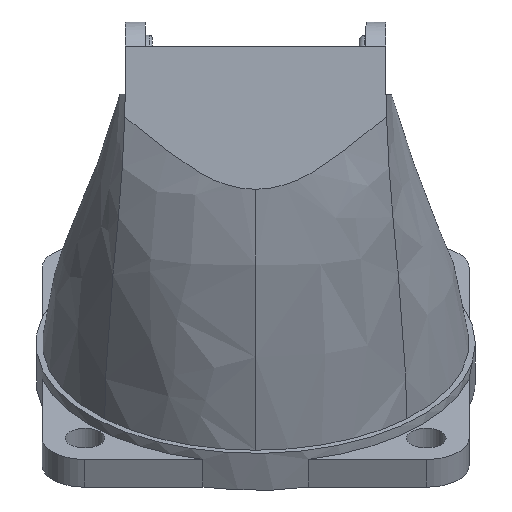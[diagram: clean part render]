
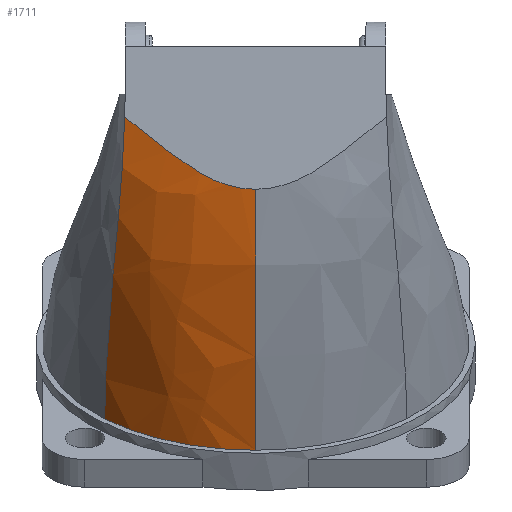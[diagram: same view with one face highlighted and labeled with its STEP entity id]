
A CAD part, front view. The second image highlights one B-rep face of the part: STEP entity #1711.
In plain terms, the highlighted free-form (B-spline) face has degree [3, 3] with [5, 6] control points.
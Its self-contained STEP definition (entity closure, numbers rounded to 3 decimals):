
#18=(
BOUNDED_CURVE()
B_SPLINE_CURVE(5,(#3275,#3276,#3277,#3278,#3279,#3280),.UNSPECIFIED.,.F.,
 .F.)
B_SPLINE_CURVE_WITH_KNOTS((6,6),(-0.117,0.),.UNSPECIFIED.)
CURVE()
GEOMETRIC_REPRESENTATION_ITEM()
RATIONAL_B_SPLINE_CURVE((1.,1.,1.,1.,1.,1.))
REPRESENTATION_ITEM('')
);
#19=(
BOUNDED_CURVE()
B_SPLINE_CURVE(5,(#3282,#3283,#3284,#3285,#3286,#3287,#3288,#3289,#3290,
#3291),.UNSPECIFIED.,.F.,.F.)
B_SPLINE_CURVE_WITH_KNOTS((6,1,1,1,1,6),(-0.876,-0.8,-0.6,-0.4,
-0.2,-0.117),.UNSPECIFIED.)
CURVE()
GEOMETRIC_REPRESENTATION_ITEM()
RATIONAL_B_SPLINE_CURVE((1.,1.,1.,1.,1.,1.,1.,1.,1.,1.))
REPRESENTATION_ITEM('')
);
#123=CIRCLE('',#1824,20.);
#192=FACE_OUTER_BOUND('',#272,.T.);
#272=EDGE_LOOP('',(#1323,#1324,#1325,#1326,#1327,#1328,#1329,#1330));
#561=B_SPLINE_CURVE_WITH_KNOTS('',3,(#3463,#3464,#3465,#3466,#3467,#3468,
#3469,#3470,#3471,#3472),.UNSPECIFIED.,.F.,.F.,(4,3,3,4),(-2.349,
-1.663,-0.832,0.),.UNSPECIFIED.);
#562=B_SPLINE_CURVE_WITH_KNOTS('',3,(#3474,#3475,#3476,#3477,#3478,#3479),
 .UNSPECIFIED.,.F.,.F.,(4,2,4),(-1.456,-1.072,-0.133),
 .UNSPECIFIED.);
#563=B_SPLINE_CURVE_WITH_KNOTS('',3,(#3481,#3482,#3483,#3484),
 .UNSPECIFIED.,.F.,.F.,(4,4),(-0.133,-0.008),
 .UNSPECIFIED.);
#564=B_SPLINE_CURVE_WITH_KNOTS('',3,(#3486,#3487,#3488,#3489),
 .UNSPECIFIED.,.F.,.F.,(4,4),(-0.008,-0.008),
 .UNSPECIFIED.);
#565=B_SPLINE_CURVE_WITH_KNOTS('',3,(#3490,#3491,#3492,#3493),
 .UNSPECIFIED.,.F.,.F.,(4,4),(-0.008,0.),.UNSPECIFIED.);
#709=VERTEX_POINT('',#3272);
#710=VERTEX_POINT('',#3274);
#711=VERTEX_POINT('',#3281);
#737=VERTEX_POINT('',#3460);
#738=VERTEX_POINT('',#3462);
#739=VERTEX_POINT('',#3473);
#740=VERTEX_POINT('',#3480);
#741=VERTEX_POINT('',#3485);
#939=EDGE_CURVE('',#710,#709,#18,.T.);
#940=EDGE_CURVE('',#711,#710,#19,.T.);
#974=EDGE_CURVE('',#709,#737,#123,.T.);
#975=EDGE_CURVE('',#738,#737,#561,.T.);
#976=EDGE_CURVE('',#738,#739,#562,.T.);
#977=EDGE_CURVE('',#739,#740,#563,.T.);
#978=EDGE_CURVE('',#740,#741,#564,.T.);
#979=EDGE_CURVE('',#741,#711,#565,.T.);
#1323=ORIENTED_EDGE('',*,*,#974,.T.);
#1324=ORIENTED_EDGE('',*,*,#975,.F.);
#1325=ORIENTED_EDGE('',*,*,#976,.T.);
#1326=ORIENTED_EDGE('',*,*,#977,.T.);
#1327=ORIENTED_EDGE('',*,*,#978,.T.);
#1328=ORIENTED_EDGE('',*,*,#979,.T.);
#1329=ORIENTED_EDGE('',*,*,#940,.T.);
#1330=ORIENTED_EDGE('',*,*,#939,.T.);
#1661=B_SPLINE_SURFACE_WITH_KNOTS('',3,3,((#3430,#3431,#3432,#3433,#3434,
#3435),(#3436,#3437,#3438,#3439,#3440,#3441),(#3442,#3443,#3444,#3445,#3446,
#3447),(#3448,#3449,#3450,#3451,#3452,#3453),(#3454,#3455,#3456,#3457,#3458,
#3459)),.UNSPECIFIED.,.F.,.F.,.F.,(4,1,4),(4,1,1,4),(0.5,0.714,
1.),(0.124,0.5,0.75,1.),
 .UNSPECIFIED.);
#1711=ADVANCED_FACE('',(#192),#1661,.T.);
#1824=AXIS2_PLACEMENT_3D('',#3461,#2047,#2048);
#2047=DIRECTION('center_axis',(0.,-0.5,0.866));
#2048=DIRECTION('ref_axis',(1.,0.,0.));
#3272=CARTESIAN_POINT('',(-23.139,9.848,-16.459));
#3274=CARTESIAN_POINT('',(-23.072,7.6,-12.719));
#3275=CARTESIAN_POINT('Ctrl Pts',(-23.072,7.6,-12.719));
#3276=CARTESIAN_POINT('Ctrl Pts',(-23.098,8.062,-13.459));
#3277=CARTESIAN_POINT('Ctrl Pts',(-23.119,8.518,-14.203));
#3278=CARTESIAN_POINT('Ctrl Pts',(-23.132,8.968,-14.951));
#3279=CARTESIAN_POINT('Ctrl Pts',(-23.139,9.411,-15.703));
#3280=CARTESIAN_POINT('Ctrl Pts',(-23.139,9.848,-16.459));
#3281=CARTESIAN_POINT('',(-21.269,-5.2,11.814));
#3282=CARTESIAN_POINT('Ctrl Pts',(-21.269,-5.2,11.814));
#3283=CARTESIAN_POINT('Ctrl Pts',(-21.287,-5.104,11.262));
#3284=CARTESIAN_POINT('Ctrl Pts',(-21.362,-4.703,9.273));
#3285=CARTESIAN_POINT('Ctrl Pts',(-21.547,-3.702,5.969));
#3286=CARTESIAN_POINT('Ctrl Pts',(-21.922,-1.634,1.539));
#3287=CARTESIAN_POINT('Ctrl Pts',(-22.415,1.332,-3.186));
#3288=CARTESIAN_POINT('Ctrl Pts',(-22.793,4.173,-7.395));
#3289=CARTESIAN_POINT('Ctrl Pts',(-22.979,6.145,-10.408));
#3290=CARTESIAN_POINT('Ctrl Pts',(-23.053,7.272,-12.194));
#3291=CARTESIAN_POINT('Ctrl Pts',(-23.072,7.6,-12.719));
#3430=CARTESIAN_POINT('Ctrl Pts',(-8.997,-5.863,11.461));
#3431=CARTESIAN_POINT('Ctrl Pts',(-8.997,-5.793,6.54));
#3432=CARTESIAN_POINT('Ctrl Pts',(-8.997,-3.97,-0.891));
#3433=CARTESIAN_POINT('Ctrl Pts',(-8.997,0.44,-10.744));
#3434=CARTESIAN_POINT('Ctrl Pts',(-8.997,3.284,-16.469));
#3435=CARTESIAN_POINT('Ctrl Pts',(-8.997,4.775,-19.388));
#3436=CARTESIAN_POINT('Ctrl Pts',(-10.783,-5.863,11.461));
#3437=CARTESIAN_POINT('Ctrl Pts',(-10.844,-5.793,6.54));
#3438=CARTESIAN_POINT('Ctrl Pts',(-11.027,-3.97,-0.891));
#3439=CARTESIAN_POINT('Ctrl Pts',(-11.24,0.44,-10.744));
#3440=CARTESIAN_POINT('Ctrl Pts',(-11.265,3.284,-16.469));
#3441=CARTESIAN_POINT('Ctrl Pts',(-11.241,4.775,-19.388));
#3442=CARTESIAN_POINT('Ctrl Pts',(-14.952,-5.766,11.512));
#3443=CARTESIAN_POINT('Ctrl Pts',(-15.156,-5.589,6.646));
#3444=CARTESIAN_POINT('Ctrl Pts',(-15.765,-3.545,-0.687));
#3445=CARTESIAN_POINT('Ctrl Pts',(-16.476,1.122,-10.403));
#3446=CARTESIAN_POINT('Ctrl Pts',(-16.558,4.043,-16.056));
#3447=CARTESIAN_POINT('Ctrl Pts',(-16.478,5.544,-18.944));
#3448=CARTESIAN_POINT('Ctrl Pts',(-19.02,-5.448,11.682));
#3449=CARTESIAN_POINT('Ctrl Pts',(-19.245,-4.921,6.991));
#3450=CARTESIAN_POINT('Ctrl Pts',(-19.991,-2.168,-0.027));
#3451=CARTESIAN_POINT('Ctrl Pts',(-20.931,3.316,-9.31));
#3452=CARTESIAN_POINT('Ctrl Pts',(-21.087,6.483,-14.735));
#3453=CARTESIAN_POINT('Ctrl Pts',(-21.023,8.016,-17.517));
#3454=CARTESIAN_POINT('Ctrl Pts',(-21.269,-5.2,11.814));
#3455=CARTESIAN_POINT('Ctrl Pts',(-21.418,-4.405,7.256));
#3456=CARTESIAN_POINT('Ctrl Pts',(-22.037,-1.131,0.463));
#3457=CARTESIAN_POINT('Ctrl Pts',(-22.92,4.945,-8.509));
#3458=CARTESIAN_POINT('Ctrl Pts',(-23.139,8.29,-13.761));
#3459=CARTESIAN_POINT('Ctrl Pts',(-23.139,9.848,-16.459));
#3460=CARTESIAN_POINT('',(-8.997,4.775,-19.388));
#3461=CARTESIAN_POINT('Origin',(-8.997,22.095,-9.388));
#3462=CARTESIAN_POINT('',(-8.997,-5.2,5.065));
#3463=CARTESIAN_POINT('Ctrl Pts',(-8.997,-5.196,5.067));
#3464=CARTESIAN_POINT('Ctrl Pts',(-8.997,-4.711,2.555));
#3465=CARTESIAN_POINT('Ctrl Pts',(-8.997,-3.991,0.138));
#3466=CARTESIAN_POINT('Ctrl Pts',(-8.997,-3.127,-2.236));
#3467=CARTESIAN_POINT('Ctrl Pts',(-8.997,-2.08,-5.114));
#3468=CARTESIAN_POINT('Ctrl Pts',(-8.997,-0.82,
-7.929));
#3469=CARTESIAN_POINT('Ctrl Pts',(-8.997,0.521,-10.768));
#3470=CARTESIAN_POINT('Ctrl Pts',(-8.997,1.862,-13.606));
#3471=CARTESIAN_POINT('Ctrl Pts',(-8.997,3.284,-16.469));
#3472=CARTESIAN_POINT('Ctrl Pts',(-8.997,4.775,-19.388));
#3473=CARTESIAN_POINT('',(-20.194,-5.2,11.02));
#3474=CARTESIAN_POINT('Ctrl Pts',(-8.997,-5.2,5.065));
#3475=CARTESIAN_POINT('Ctrl Pts',(-10.23,-5.2,5.065));
#3476=CARTESIAN_POINT('Ctrl Pts',(-11.412,-5.2,5.326));
#3477=CARTESIAN_POINT('Ctrl Pts',(-15.365,-5.2,6.908));
#3478=CARTESIAN_POINT('Ctrl Pts',(-17.699,-5.2,9.105));
#3479=CARTESIAN_POINT('Ctrl Pts',(-20.194,-5.2,11.02));
#3480=CARTESIAN_POINT('',(-21.203,-5.2,11.767));
#3481=CARTESIAN_POINT('Ctrl Pts',(-20.194,-5.2,11.02));
#3482=CARTESIAN_POINT('Ctrl Pts',(-20.527,-5.2,11.275));
#3483=CARTESIAN_POINT('Ctrl Pts',(-20.863,-5.2,11.525));
#3484=CARTESIAN_POINT('Ctrl Pts',(-21.203,-5.2,11.767));
#3485=CARTESIAN_POINT('',(-21.204,-5.2,11.768));
#3486=CARTESIAN_POINT('Ctrl Pts',(-21.203,-5.2,11.767));
#3487=CARTESIAN_POINT('Ctrl Pts',(-21.203,-5.2,11.768));
#3488=CARTESIAN_POINT('Ctrl Pts',(-21.204,-5.2,11.768));
#3489=CARTESIAN_POINT('Ctrl Pts',(-21.204,-5.2,11.768));
#3490=CARTESIAN_POINT('Ctrl Pts',(-21.204,-5.2,11.768));
#3491=CARTESIAN_POINT('Ctrl Pts',(-21.226,-5.2,11.783));
#3492=CARTESIAN_POINT('Ctrl Pts',(-21.247,-5.2,11.799));
#3493=CARTESIAN_POINT('Ctrl Pts',(-21.269,-5.2,11.814));
